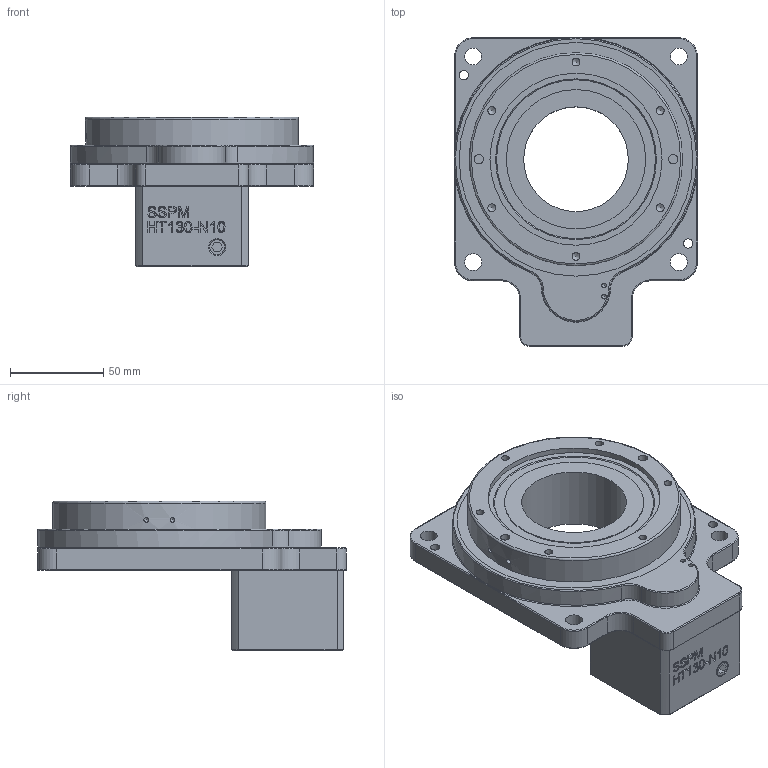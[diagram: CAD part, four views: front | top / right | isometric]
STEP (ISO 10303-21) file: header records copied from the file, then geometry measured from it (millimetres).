
FILE_DESCRIPTION(/* description */ ('Unknown'),/* implementation_level */ '2;1');
FILE_NAME(/* name */ 'HT130-SSPM1-N10(中空56總長165_M4)',/* time_stamp */ '2025-01-22T17:49:25+08:00',/* author */ ('Unknown'),/* organization */ ('Unknown'),/* preprocessor_version */ 'ST-DEVELOPER v16.7',/* originating_system */ 'DEX',/* authorisation */ $);
FILE_SCHEMA (('CONFIG_CONTROL_DESIGN'));
Length unit declared in the file: millimetre
Products named in the file (1): HT130-SSPM1-N10(中空56總長165_
Bounding box: 130.01 x 164.98 x 80 mm (x, y, z)
Volume: 536026.9 mm3; surface area: 80877.9 mm2
Topology: 1 solids, 1 shells, 493 faces, 1214 edges, 783 vertices
Faces by surface type: plane 280, cylinder 114, torus 39, bspline 38, cone 22
Full cylindrical faces by diameter (mm): 2.5 x4, 3.3 x4, 4.134 x2, 4.2 x6, 5 x4, 5.5 x1, 7 x8, 8 x12, 8.5 x4, 9 x6, 17 x1, 25 x1, 42 x1, 45 x1, 56 x1, 74.5 x1, 92 x1, 114 x1, 125 x1
Entity records: 19952 total; most frequent: CARTESIAN_POINT 5688, ORIENTED_EDGE 2146, DIRECTION 2096, EDGE_CURVE 1073, AXIS2_PLACEMENT_3D 769, VERTEX_POINT 741, FACE_BOUND 670, EDGE_LOOP 656
